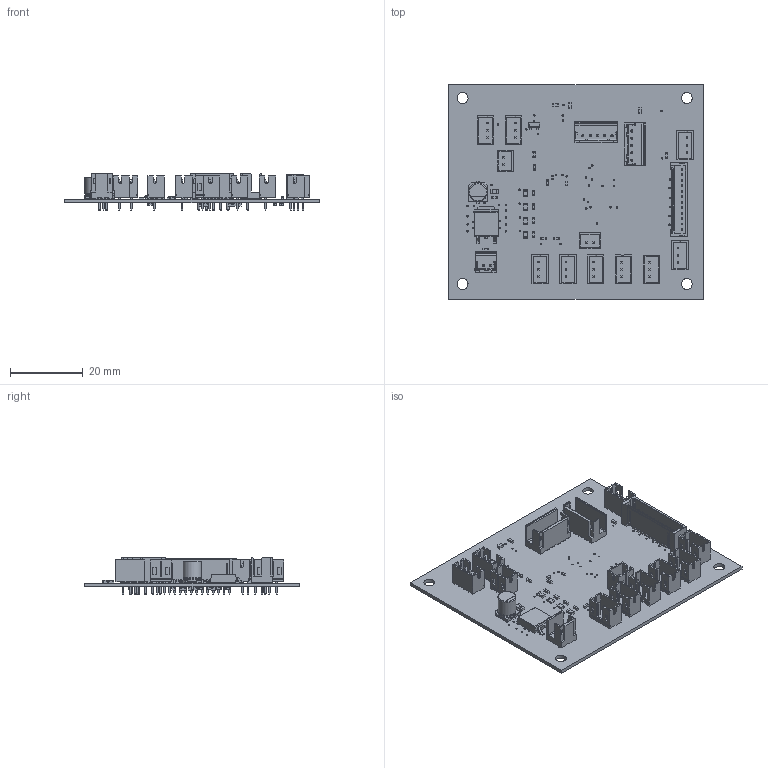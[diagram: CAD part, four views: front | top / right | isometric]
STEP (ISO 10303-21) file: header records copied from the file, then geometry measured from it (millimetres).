
FILE_DESCRIPTION(('for SolidWorks'),'2;1');
FILE_NAME('armboard1_layout_12PINCONNECTOR.step','2018-01-18T21:33:31',('Xujia'),( ''),'Open CASCADE STEP processor 6.6','DipTrace','Unknown');
FILE_SCHEMA(('AUTOMOTIVE_DESIGN { 1 0 10303 214 1 1 1 1 }'));
Length unit declared in the file: millimetre
Products named in the file (14): PCB_armboard1_layout_12PINCONNECTOR; Board; cap_0603; capae-5.3x5.3h6.1; cap_0402; sot23; res_0805; hdr-1x12tz_1.5_sh21x5; hdr-1x2t_2_sh6x5; hdr-1x3t_2_sh8x5; hdr-1x5t_2_sh12x6; hdr-1x2t_2_sh6x6; res_0603; to252-3(4)_10x6.6x2.28
Assembly tree (54 placements, depth 2):
  PCB_armboard1_layout_12PINCONNECTOR
    Board
    cap_0603  x10
    capae-5.3x5.3h6.1
    cap_0402  x2
    sot23
    res_0805  x5
    hdr-1x12tz_1.5_sh21x5
    hdr-1x2t_2_sh6x5  x2
    hdr-1x3t_2_sh8x5  x9
    hdr-1x5t_2_sh12x6  x2
    hdr-1x2t_2_sh6x6
    res_0603  x18
    to252-3(4)_10x6.6x2.28
Bounding box: 70 x 59 x 10 mm (x, y, z)
Volume: 6013.2 mm3; surface area: 15318.8 mm2
Topology: 53 solids, 57 shells, 3603 faces, 9004 edges, 5624 vertices
Faces by surface type: plane 3219, cylinder 282, bspline 28, revolution 24, torus 19, sphere 16, cone 15
Full cylindrical faces by diameter (mm): 0.4 x66, 0.6 x24, 0.7 x3, 1.1 x1, 3 x4, 4.6 x1, 5 x2
Entity records: 49085 total; most frequent: CARTESIAN_POINT 7779, ORIENTED_EDGE 6670, DIRECTION 6418, EDGE_CURVE 3335, LINE 2754, VECTOR 2754, VERTEX_POINT 2094, AXIS2_PLACEMENT_3D 1825
